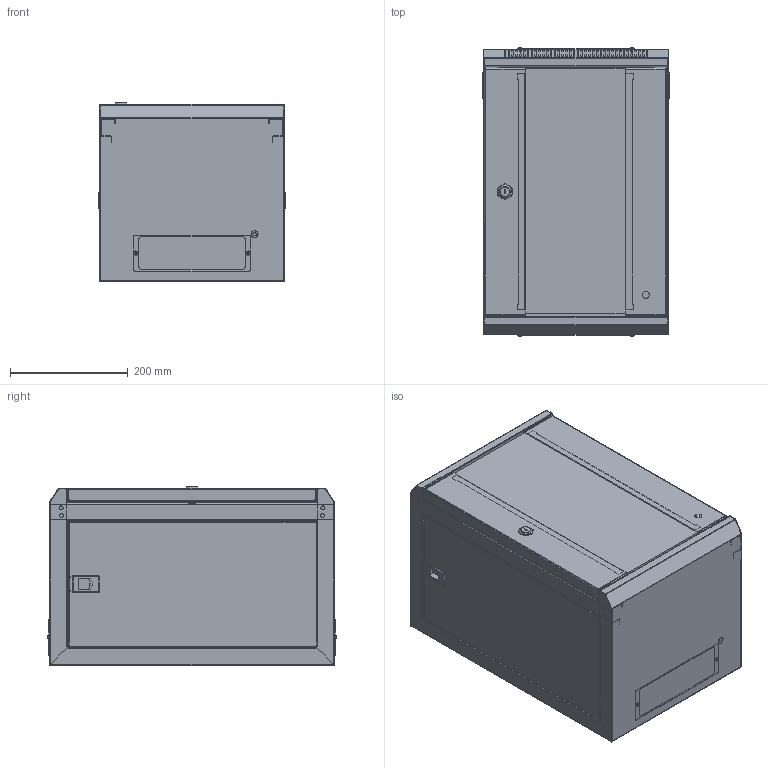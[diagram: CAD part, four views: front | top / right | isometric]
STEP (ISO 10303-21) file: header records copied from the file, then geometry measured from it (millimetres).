
FILE_DESCRIPTION (( 'STEP AP214' ), '1' );
FILE_NAME ('00406851.step', '2022-04-26T20:16:17', ( '' ), ( '' ), 'SwSTEP 2.0', 'SolidWorks 2021', '' );
FILE_SCHEMA (( 'AUTOMOTIVE_DESIGN' ));
Length unit declared in the file: inch
Products named in the file (25): lock cylinder; CABINET POST, VERT, 9U; SMM3309-CABINET ASSY; GLASS DOOR FRAME, LH, 9U; lock hex nut; COVER, CABLE GLAND; GLASS DOOR PANE, 9U; 00406851; GLASS DOOR AND LOCK ASSY, 9U; SIDE PANEL, 9U, SMM3309; CANTILEVER SHELF, 1U X 10 INCH X 150mm DEEP; M4X8LS; PDU_K2; 10 INCH FLANGED RACK PANEL, 1U; GB9074-4-88-M3X6; GLASS DOOR FRAME, RH, 9U; LOCK ASSY, 10 IN. CABINET; M6 X 13 GND STUD; SIDE PANEL ASSY, 9U, SMM3309; GLASS DOOR SUBASSY, 9U; PDU_K1; CABINET BASE, 9U X 300mm X 312mm; MOUNTING POST, 9U; lock cam; PDU-K0_ASM
Assembly tree (37 placements, depth 5):
  00406851
    SMM3309-CABINET ASSY
      CABINET BASE, 9U X 300mm X 312mm
      SIDE PANEL ASSY, 9U, SMM3309  x2
        SIDE PANEL, 9U, SMM3309
        PDU-K0_ASM
          PDU_K2
          PDU_K1
      CABINET POST, VERT, 9U  x2
      MOUNTING POST, 9U  x6
      COVER, CABLE GLAND  x2
      M4X8LS  x4
      M6 X 13 GND STUD
      CANTILEVER SHELF, 1U X 10 INCH X 150mm DEEP  x2
      10 INCH FLANGED RACK PANEL, 1U
    GLASS DOOR AND LOCK ASSY, 9U
      GLASS DOOR SUBASSY, 9U
        GLASS DOOR FRAME, RH, 9U
        GLASS DOOR PANE, 9U
        GLASS DOOR FRAME, LH, 9U
        M6 X 13 GND STUD
      LOCK ASSY, 10 IN. CABINET
        lock cylinder
        GB9074-4-88-M3X6
        lock cam
        lock hex nut
Bounding box: 316.5 x 489.63 x 303 mm (x, y, z)
Volume: 1286117 mm3; surface area: 2439862.2 mm2
Topology: 36 solids, 38 shells, 3157 faces, 9203 edges, 6111 vertices
Faces by surface type: plane 1893, cylinder 1069, bspline 175, cone 18, torus 2
Entity records: 81558 total; most frequent: CARTESIAN_POINT 32541, ORIENTED_EDGE 10168, DIRECTION 9205, EDGE_CURVE 5097, VERTEX_POINT 3339, LINE 3149, VECTOR 3149, AXIS2_PLACEMENT_3D 3028
